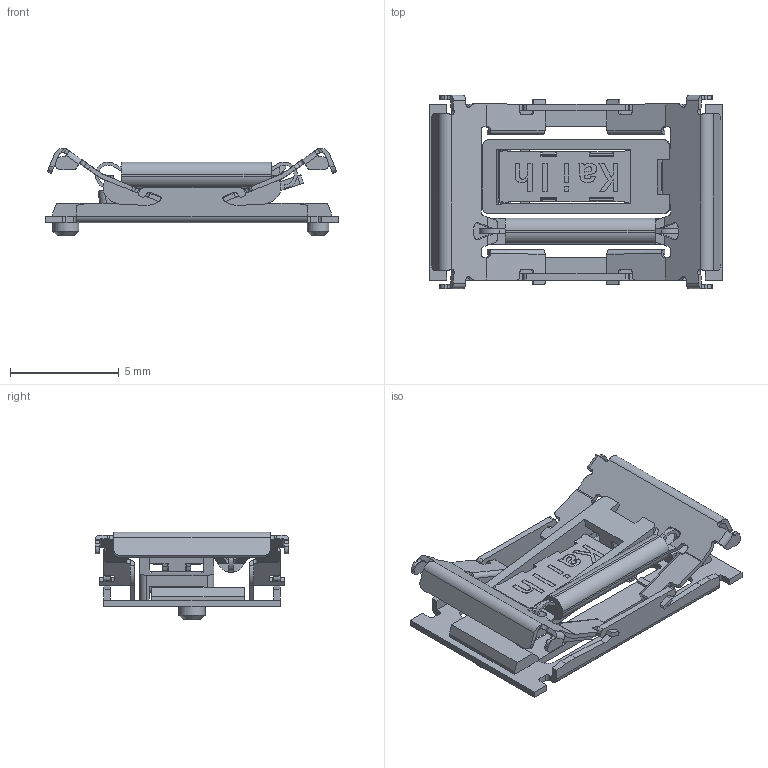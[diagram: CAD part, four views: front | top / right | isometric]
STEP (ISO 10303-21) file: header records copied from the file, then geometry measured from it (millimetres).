
FILE_DESCRIPTION(/* description */ ('STEP AP214','CAx-IF Rec.Pracs.---Representation and Presentation of Product Manufacturing Information (PMI)---4.0---2014-10-13'),/* implementation_level */ '2;1');
FILE_NAME(/* name */ 'PG1316M_0.5U.step',/* time_stamp */ '2025-03-28T13:43:40+09:00',/* author */ (''),/* organization */ (''),/* preprocessor_version */ 'ST-DEVELOPER v20',/* originating_system */ 'Autodesk Translation Framework v13.20.0.188',/* authorisation */ '');
FILE_SCHEMA (('AP242_MANAGED_MODEL_BASED_3D_ENGINEERING_MIM_LF { 1 0 10303 442 1 1 4 }'));
Length unit declared in the file: millimetre
Products named in the file (9): PG1316S--×°ÅäÌå; PG1316S-»ù×ù; Çý¶¯¸Ë; Æ½ºâ¼Ü-B¼þ; À­»É; PG1316S-¶¯½Ó´¥Æ¬-´
ø´¥µã; PG1316S-¾²Æ¬-´ø´¥µ
ã; Æ½ºâ¼Ü; 1316S-»ù×ù¿¨¼þ
Assembly tree (8 placements, depth 2):
  PG1316S--×°ÅäÌå
    PG1316S-»ù×ù
    Çý¶¯¸Ë
    Æ½ºâ¼Ü-B¼þ
    À­»É
    PG1316S-¶¯½Ó´¥Æ¬-´
ø´¥µã
    PG1316S-¾²Æ¬-´ø´¥µ
ã
    Æ½ºâ¼Ü
    1316S-»ù×ù¿¨¼þ
Bounding box: 13.5 x 8.9 x 4.03 mm (x, y, z)
Volume: 88.6 mm3; surface area: 646.5 mm2
Topology: 8 solids, 8 shells, 783 faces, 2225 edges, 1461 vertices
Faces by surface type: plane 496, cylinder 259, bspline 20, cone 6, sphere 2
Full cylindrical faces by diameter (mm): 0.5 x1, 0.56 x2, 0.8 x2, 1 x1, 1.2 x1
Entity records: 26692 total; most frequent: CARTESIAN_POINT 5676, ORIENTED_EDGE 4446, DIRECTION 4257, EDGE_CURVE 2223, LINE 1621, VECTOR 1621, VERTEX_POINT 1461, AXIS2_PLACEMENT_3D 1318
